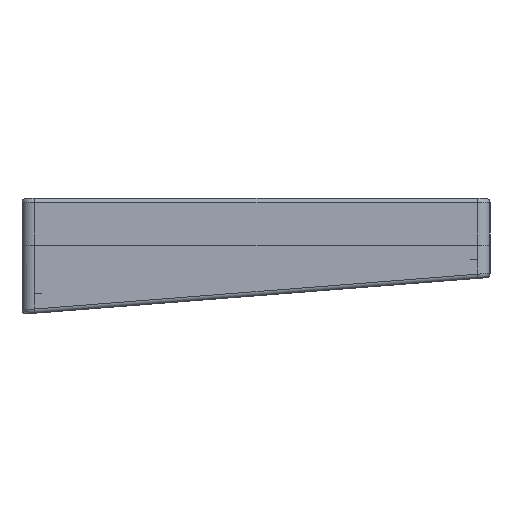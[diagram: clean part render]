
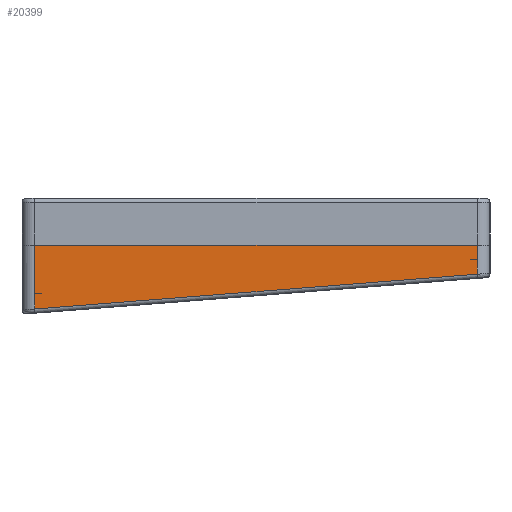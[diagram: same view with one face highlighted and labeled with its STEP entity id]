
A CAD part, left-side view. The second image highlights one B-rep face of the part: STEP entity #20399.
In plain terms, the highlighted planar face has unit normal (-1, 0, 0).
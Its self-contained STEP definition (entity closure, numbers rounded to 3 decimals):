
#795=PLANE('',#22210);
#2409=LINE('',#33157,#4368);
#2415=LINE('',#33198,#4374);
#2416=LINE('',#33200,#4375);
#2417=LINE('',#33201,#4376);
#4368=VECTOR('',#27151,10.);
#4374=VECTOR('',#27167,10.);
#4375=VECTOR('',#27168,10.);
#4376=VECTOR('',#27169,10.);
#6079=FACE_OUTER_BOUND('',#7299,.T.);
#7299=EDGE_LOOP('',(#18018,#18019,#18020,#18021));
#10070=VERTEX_POINT('',#33149);
#10072=VERTEX_POINT('',#33155);
#10077=VERTEX_POINT('',#33197);
#10078=VERTEX_POINT('',#33199);
#12804=EDGE_CURVE('',#10072,#10070,#2409,.T.);
#12813=EDGE_CURVE('',#10077,#10072,#2415,.T.);
#12814=EDGE_CURVE('',#10078,#10077,#2416,.T.);
#12815=EDGE_CURVE('',#10070,#10078,#2417,.T.);
#18018=ORIENTED_EDGE('',*,*,#12804,.F.);
#18019=ORIENTED_EDGE('',*,*,#12813,.F.);
#18020=ORIENTED_EDGE('',*,*,#12814,.F.);
#18021=ORIENTED_EDGE('',*,*,#12815,.F.);
#20399=ADVANCED_FACE('',(#6079),#795,.T.);
#22210=AXIS2_PLACEMENT_3D('',#33196,#27165,#27166);
#27151=DIRECTION('',(0.,0.997,-0.078));
#27165=DIRECTION('center_axis',(-1.,0.,0.));
#27166=DIRECTION('ref_axis',(0.,1.,0.));
#27167=DIRECTION('',(0.,0.,-1.));
#27168=DIRECTION('',(0.,-1.,0.));
#27169=DIRECTION('',(0.,0.,1.));
#33149=CARTESIAN_POINT('',(-3.475,100.725,-18.791));
#33155=CARTESIAN_POINT('',(-3.475,-5.475,-10.433));
#33157=CARTESIAN_POINT('',(-3.475,19.52,-12.4));
#33196=CARTESIAN_POINT('Origin',(-3.475,-8.475,-10.));
#33197=CARTESIAN_POINT('',(-3.475,-5.475,-3.5));
#33198=CARTESIAN_POINT('',(-3.475,-5.475,-10.));
#33199=CARTESIAN_POINT('',(-3.475,100.725,-3.5));
#33200=CARTESIAN_POINT('',(-3.475,75.675,-3.5));
#33201=CARTESIAN_POINT('',(-3.475,100.725,-10.));
